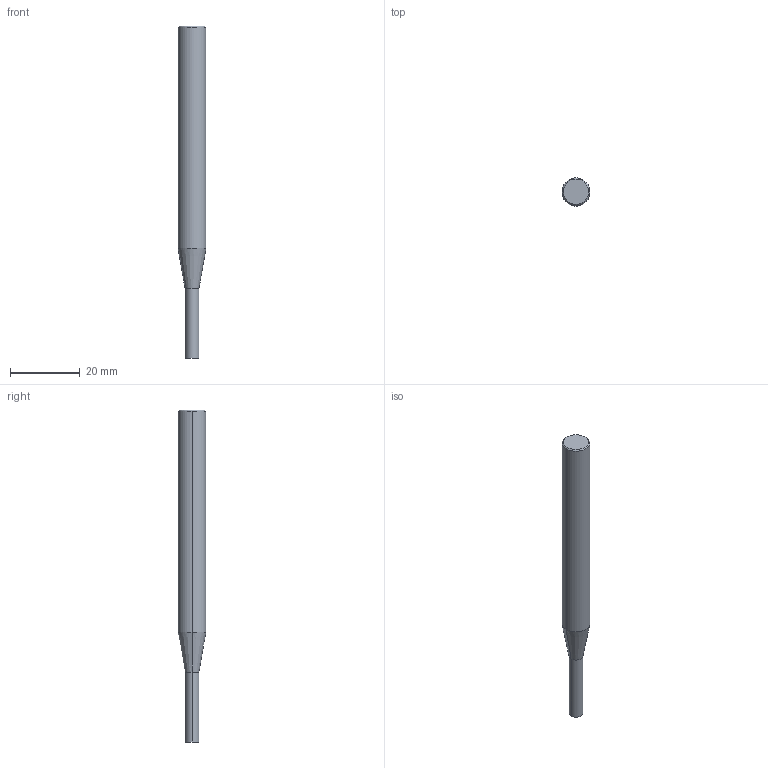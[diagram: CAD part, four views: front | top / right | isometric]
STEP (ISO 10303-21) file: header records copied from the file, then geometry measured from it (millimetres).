
FILE_DESCRIPTION (( 'STEP AP214' ), '1' );
FILE_NAME ('Micro_SFPM-040-80.STEP', '2021-09-02T07:05:37', ( '' ), ( '' ), 'SwSTEP 2.0', 'SolidWorks 2020', '' );
FILE_SCHEMA (( 'AUTOMOTIVE_DESIGN' ));
Length unit declared in the file: inch
Products named in the file (1): Micro_SFPM-040-80
Bounding box: 8 x 8 x 95 mm (x, y, z)
Volume: 3781 mm3; surface area: 2124.9 mm2
Topology: 1 solids, 1 shells, 10 faces, 18 edges, 10 vertices
Faces by surface type: cylinder 4, cone 4, plane 2
Entity records: 284 total; most frequent: DIRECTION 50, CARTESIAN_POINT 39, ORIENTED_EDGE 36, AXIS2_PLACEMENT_3D 21, EDGE_CURVE 18, ADVANCED_FACE 10, CIRCLE 10, EDGE_LOOP 10
